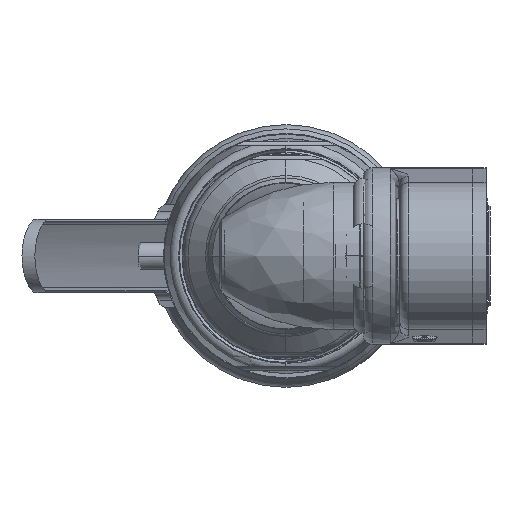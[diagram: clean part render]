
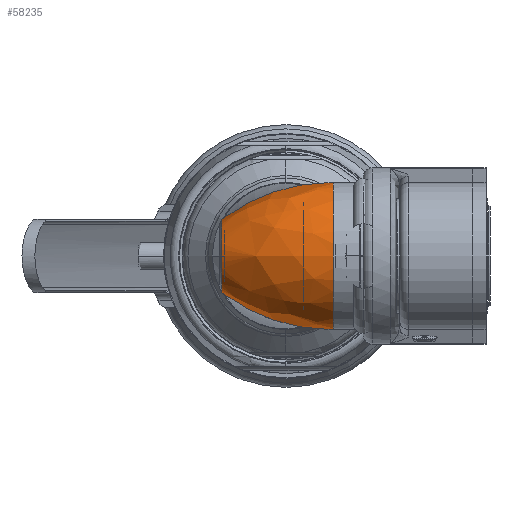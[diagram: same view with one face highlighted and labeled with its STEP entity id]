
A CAD part, left-side view. The second image highlights one B-rep face of the part: STEP entity #58235.
In plain terms, the highlighted free-form (B-spline) face has degree [3, 3] with [7, 4] control points.
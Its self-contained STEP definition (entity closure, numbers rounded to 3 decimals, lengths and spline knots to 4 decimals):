
#55812=CARTESIAN_POINT('',(-7.9836,0.4366,0.));
#55813=DIRECTION('',(0.,-1.,0.));
#55814=DIRECTION('',(0.162,0.,0.987));
#55815=AXIS2_PLACEMENT_3D('',#55812,#55813,#55814);
#55852=CARTESIAN_POINT('',(-7.9836,-0.32,0.));
#55853=DIRECTION('',(0.,1.,0.));
#55854=DIRECTION('',(0.584,0.,-0.812));
#55855=AXIS2_PLACEMENT_3D('',#55852,#55853,#55854);
#56057=CARTESIAN_POINT('',(-7.9835,-0.0984,
0.4828));
#56058=CARTESIAN_POINT('',(-7.9762,-0.1025,
0.4835));
#56059=CARTESIAN_POINT('',(-7.9617,-0.1107,
0.4846));
#56060=CARTESIAN_POINT('',(-7.9405,-0.1221,
0.4851));
#56061=CARTESIAN_POINT('',(-7.9199,-0.1327,
0.4844));
#56062=CARTESIAN_POINT('',(-7.9065,-0.1392,
0.4834));
#56063=CARTESIAN_POINT('',(-7.9,-0.1423,
0.4827));
#56065=CARTESIAN_POINT('',(-7.9,-0.1423,
-0.4827));
#56066=CARTESIAN_POINT('',(-7.9065,-0.1392,
-0.4834));
#56067=CARTESIAN_POINT('',(-7.9199,-0.1327,
-0.4844));
#56068=CARTESIAN_POINT('',(-7.9405,-0.1221,
-0.4851));
#56069=CARTESIAN_POINT('',(-7.9617,-0.1107,
-0.4846));
#56070=CARTESIAN_POINT('',(-7.9762,-0.1025,
-0.4835));
#56071=CARTESIAN_POINT('',(-7.9836,-0.0984,
-0.4828));
#56073=CARTESIAN_POINT('',(-7.9836,-0.32,0.7525));
#56074=DIRECTION('',(-1.,0.,0.));
#56075=DIRECTION('',(0.,0.586,-0.81));
#56076=AXIS2_PLACEMENT_3D('',#56073,#56074,#56075);
#56078=CARTESIAN_POINT('',(-7.9836,0.4159,
-0.2641));
#56079=CARTESIAN_POINT('',(-7.9764,0.42,
-0.2612));
#56080=CARTESIAN_POINT('',(-7.9626,0.4274,
-0.2551));
#56081=CARTESIAN_POINT('',(-7.9496,0.4337,
-0.2488));
#56082=CARTESIAN_POINT('',(-7.9432,0.4366,
-0.2455));
#56084=CARTESIAN_POINT('',(-7.9432,0.4366,
0.2455));
#56085=CARTESIAN_POINT('',(-7.9496,0.4337,
0.2488));
#56086=CARTESIAN_POINT('',(-7.9626,0.4274,
0.2551));
#56087=CARTESIAN_POINT('',(-7.9764,0.42,
0.2612));
#56088=CARTESIAN_POINT('',(-7.9836,0.4159,
0.2641));
#56090=CARTESIAN_POINT('',(-7.9836,-0.32,-0.7525));
#56091=DIRECTION('',(-1.,0.,0.));
#56092=DIRECTION('',(0.,0.177,0.984));
#56093=AXIS2_PLACEMENT_3D('',#56090,#56091,#56092);
#56100=CARTESIAN_POINT('',(-7.9835,-0.0984,
0.4828));
#56129=CARTESIAN_POINT('',(-7.9836,0.4159,
0.2641));
#56173=CARTESIAN_POINT('',(-7.9836,0.4159,
-0.2641));
#56257=CARTESIAN_POINT('',(-7.69,-0.32,0.4078));
#56258=CARTESIAN_POINT('',(-7.6999,-0.3091,
0.415));
#56259=CARTESIAN_POINT('',(-7.7202,-0.2873,
0.4281));
#56260=CARTESIAN_POINT('',(-7.7516,-0.2553,
0.4445));
#56261=CARTESIAN_POINT('',(-7.7831,-0.2253,
0.4574));
#56262=CARTESIAN_POINT('',(-7.8143,-0.1982,
0.4673));
#56263=CARTESIAN_POINT('',(-7.8447,-0.1748,
0.4746));
#56264=CARTESIAN_POINT('',(-7.8737,-0.1558,
0.4796));
#56265=CARTESIAN_POINT('',(-7.8915,-0.1463,
0.4818));
#56266=CARTESIAN_POINT('',(-7.9,-0.1423,
0.4827));
#56293=CARTESIAN_POINT('',(-7.9,-0.1423,
-0.4827));
#56294=CARTESIAN_POINT('',(-7.8913,-0.1464,
-0.4818));
#56295=CARTESIAN_POINT('',(-7.8733,-0.156,
-0.4795));
#56296=CARTESIAN_POINT('',(-7.8442,-0.1752,
-0.4745));
#56297=CARTESIAN_POINT('',(-7.8139,-0.1986,
-0.4672));
#56298=CARTESIAN_POINT('',(-7.7829,-0.2256,
-0.4573));
#56299=CARTESIAN_POINT('',(-7.7515,-0.2554,
-0.4444));
#56300=CARTESIAN_POINT('',(-7.7202,-0.2873,
-0.4281));
#56301=CARTESIAN_POINT('',(-7.7,-0.309,
-0.415));
#56302=CARTESIAN_POINT('',(-7.69,-0.32,-0.4078));
#57631=VERTEX_POINT('',#56100);
#57632=VERTEX_POINT('',#56063);
#57634=VERTEX_POINT('',#56257);
#57635=VERTEX_POINT('',#56129);
#57637=VERTEX_POINT('',#56084);
#57639=VERTEX_POINT('',#56173);
#57640=VERTEX_POINT('',#56082);
#57643=VERTEX_POINT('',#56293);
#57644=VERTEX_POINT('',#56302);
#57645=VERTEX_POINT('',#56071);
#58186=CARTESIAN_POINT('',(-7.8275,0.4495,
0.1809));
#58187=CARTESIAN_POINT('',(-7.7126,0.2228,
0.3142));
#58188=CARTESIAN_POINT('',(-7.653,-0.0493,
0.3832));
#58189=CARTESIAN_POINT('',(-7.6554,-0.3362,
0.3804));
#58190=CARTESIAN_POINT('',(-8.007,0.4495,
0.3357));
#58191=CARTESIAN_POINT('',(-8.0242,0.2228,
0.583));
#58192=CARTESIAN_POINT('',(-8.0332,-0.0493,
0.7112));
#58193=CARTESIAN_POINT('',(-8.0328,-0.3362,
0.706));
#58194=CARTESIAN_POINT('',(-8.2225,0.4495,
0.237));
#58195=CARTESIAN_POINT('',(-8.3984,0.2228,
0.4116));
#58196=CARTESIAN_POINT('',(-8.4897,-0.0493,
0.5021));
#58197=CARTESIAN_POINT('',(-8.4859,-0.3362,
0.4984));
#58198=CARTESIAN_POINT('',(-8.2225,0.4495,0.));
#58199=CARTESIAN_POINT('',(-8.3984,0.2228,0.));
#58200=CARTESIAN_POINT('',(-8.4897,-0.0493,0.));
#58201=CARTESIAN_POINT('',(-8.4859,-0.3362,0.));
#58202=CARTESIAN_POINT('',(-8.2225,0.4495,
-0.237));
#58203=CARTESIAN_POINT('',(-8.3984,0.2228,
-0.4116));
#58204=CARTESIAN_POINT('',(-8.4897,-0.0493,
-0.5021));
#58205=CARTESIAN_POINT('',(-8.4859,-0.3362,
-0.4984));
#58206=CARTESIAN_POINT('',(-8.007,0.4495,
-0.3357));
#58207=CARTESIAN_POINT('',(-8.0242,0.2228,
-0.583));
#58208=CARTESIAN_POINT('',(-8.0332,-0.0493,
-0.7112));
#58209=CARTESIAN_POINT('',(-8.0328,-0.3362,
-0.706));
#58210=CARTESIAN_POINT('',(-7.8275,0.4495,
-0.1809));
#58211=CARTESIAN_POINT('',(-7.7126,0.2228,
-0.3142));
#58212=CARTESIAN_POINT('',(-7.653,-0.0493,
-0.3832));
#58213=CARTESIAN_POINT('',(-7.6554,-0.3362,
-0.3804));
#58214=(BOUNDED_SURFACE()B_SPLINE_SURFACE(3,3,((#58186,#58187,#58188,#58189),(
#58190,#58191,#58192,#58193),(#58194,#58195,#58196,#58197),(#58198,#58199,
#58200,#58201),(#58202,#58203,#58204,#58205),(#58206,#58207,#58208,#58209),(
#58210,#58211,#58212,#58213)),.UNSPECIFIED.,.F.,.F.,.F.)B_SPLINE_SURFACE_WITH_KNOTS((4,3,4),(4,4),(0.,1.,2.),(0.,1.),.UNSPECIFIED.)GEOMETRIC_REPRESENTATION_ITEM()RATIONAL_B_SPLINE_SURFACE(((1.453,1.398,
1.398,1.453),(0.888,0.854,
0.854,0.888),(0.888,0.854,
0.854,0.888),(1.453,1.398,
1.398,1.453),(0.888,0.854,
0.854,0.888),(0.888,0.854,
0.854,0.888),(1.453,1.398,
1.398,1.453)))REPRESENTATION_ITEM('')SURFACE());
#58216=ORIENTED_EDGE('',*,*,#58215,.T.);
#58218=ORIENTED_EDGE('',*,*,#58217,.F.);
#58219=ORIENTED_EDGE('',*,*,#58032,.F.);
#58221=ORIENTED_EDGE('',*,*,#58220,.F.);
#58223=ORIENTED_EDGE('',*,*,#58222,.T.);
#58225=ORIENTED_EDGE('',*,*,#58224,.F.);
#58227=ORIENTED_EDGE('',*,*,#58226,.T.);
#58228=ORIENTED_EDGE('',*,*,#58010,.F.);
#58230=ORIENTED_EDGE('',*,*,#58229,.T.);
#58232=ORIENTED_EDGE('',*,*,#58231,.F.);
#58233=EDGE_LOOP('',(#58216,#58218,#58219,#58221,#58223,#58225,#58227,#58228,
#58230,#58232));
#58234=FACE_OUTER_BOUND('',#58233,.F.);
#58235=ADVANCED_FACE('',(#58234),#58214,.T.);
#55816=CIRCLE('',#55815,0.2488);
#55856=CIRCLE('',#55855,0.5025);
#56064=B_SPLINE_CURVE_WITH_KNOTS('',3,(#56057,#56058,#56059,#56060,#56061,
#56062,#56063),.UNSPECIFIED.,.F.,.F.,(4,1,1,1,4),(0.,0.25,0.5,0.75,
1.),.UNSPECIFIED.);
#56072=B_SPLINE_CURVE_WITH_KNOTS('',3,(#56065,#56066,#56067,#56068,#56069,
#56070,#56071),.UNSPECIFIED.,.F.,.F.,(4,1,1,1,4),(0.,0.25,0.5,0.75,
1.),.UNSPECIFIED.);
#56077=CIRCLE('',#56076,1.255);
#56083=B_SPLINE_CURVE_WITH_KNOTS('',3,(#56078,#56079,#56080,#56081,#56082),
.UNSPECIFIED.,.F.,.F.,(4,1,4),(0.,0.5,1.),.UNSPECIFIED.);
#56089=B_SPLINE_CURVE_WITH_KNOTS('',3,(#56084,#56085,#56086,#56087,#56088),
.UNSPECIFIED.,.F.,.F.,(4,1,4),(0.,0.5,1.),.UNSPECIFIED.);
#56094=CIRCLE('',#56093,1.255);
#56267=B_SPLINE_CURVE_WITH_KNOTS('',3,(#56257,#56258,#56259,#56260,#56261,
#56262,#56263,#56264,#56265,#56266),.UNSPECIFIED.,.F.,.F.,(4,1,1,1,1,1,1,4),(
0.,0.1429,0.2857,0.4286,0.5714,
0.7143,0.8571,1.),.UNSPECIFIED.);
#56303=B_SPLINE_CURVE_WITH_KNOTS('',3,(#56293,#56294,#56295,#56296,#56297,
#56298,#56299,#56300,#56301,#56302),.UNSPECIFIED.,.F.,.F.,(4,1,1,1,1,1,1,4),(
0.,0.1429,0.2857,0.4286,0.5714,
0.7143,0.8571,1.),.UNSPECIFIED.);
#58010=EDGE_CURVE('',#57637,#57640,#55816,.T.);
#58032=EDGE_CURVE('',#57644,#57634,#55856,.T.);
#58215=EDGE_CURVE('',#57631,#57632,#56064,.T.);
#58217=EDGE_CURVE('',#57634,#57632,#56267,.T.);
#58220=EDGE_CURVE('',#57643,#57644,#56303,.T.);
#58222=EDGE_CURVE('',#57643,#57645,#56072,.T.);
#58224=EDGE_CURVE('',#57639,#57645,#56077,.T.);
#58226=EDGE_CURVE('',#57639,#57640,#56083,.T.);
#58229=EDGE_CURVE('',#57637,#57635,#56089,.T.);
#58231=EDGE_CURVE('',#57631,#57635,#56094,.T.);
